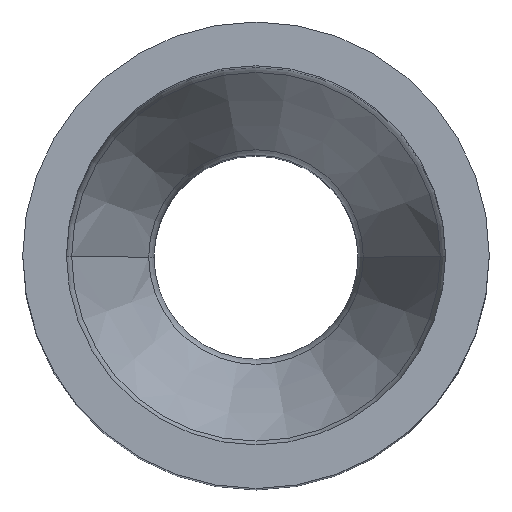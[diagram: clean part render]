
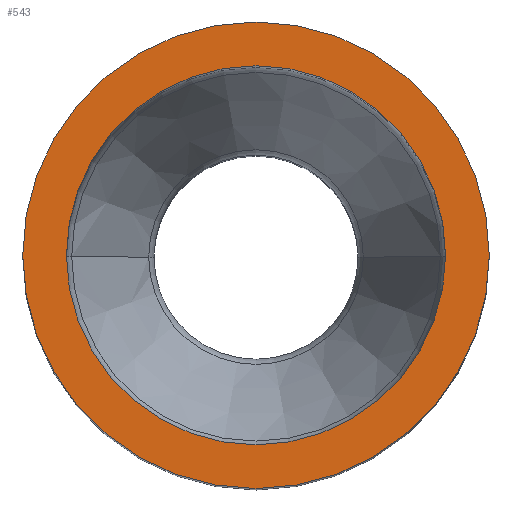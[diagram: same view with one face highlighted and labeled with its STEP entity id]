
A CAD part, top view. The second image highlights one B-rep face of the part: STEP entity #543.
In plain terms, the highlighted planar face has unit normal (0, 0, 1).
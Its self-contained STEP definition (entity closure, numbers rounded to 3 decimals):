
#4 = CIRCLE ( 'NONE', #546, 13. ) ;
#8 = DIRECTION ( 'NONE',  ( 0., 0., -1. ) ) ;
#37 = DIRECTION ( 'NONE',  ( 0., 0., -1. ) ) ;
#46 = AXIS2_PLACEMENT_3D ( 'NONE', #363, #618, #166 ) ;
#48 = ORIENTED_EDGE ( 'NONE', *, *, #329, .F. ) ;
#52 = DIRECTION ( 'NONE',  ( -1., 0., 0. ) ) ;
#134 = VERTEX_POINT ( 'NONE', #639 ) ;
#144 = EDGE_LOOP ( 'NONE', ( #551, #426 ) ) ;
#153 = CARTESIAN_POINT ( 'NONE',  ( 0., 0., 64.5 ) ) ;
#166 = DIRECTION ( 'NONE',  ( 1., 0., 0. ) ) ;
#170 = DIRECTION ( 'NONE',  ( 0., 0., -1. ) ) ;
#217 = FACE_OUTER_BOUND ( 'NONE', #524, .T. ) ;
#221 = VERTEX_POINT ( 'NONE', #590 ) ;
#233 = ORIENTED_EDGE ( 'NONE', *, *, #397, .F. ) ;
#238 = CIRCLE ( 'NONE', #606, 16. ) ;
#256 = FACE_BOUND ( 'NONE', #144, .T. ) ;
#292 = DIRECTION ( 'NONE',  ( 0., 0., -1. ) ) ;
#294 = CARTESIAN_POINT ( 'NONE',  ( -16., 0., 64.5 ) ) ;
#298 = VERTEX_POINT ( 'NONE', #294 ) ;
#326 = DIRECTION ( 'NONE',  ( -1., 0., 0. ) ) ;
#329 = EDGE_CURVE ( 'NONE', #653, #298, #238, .T. ) ;
#363 = CARTESIAN_POINT ( 'NONE',  ( -13., 0., 64.5 ) ) ;
#395 = CARTESIAN_POINT ( 'NONE',  ( 0., 0., 64.5 ) ) ;
#397 = EDGE_CURVE ( 'NONE', #298, #653, #517, .T. ) ;
#400 = CARTESIAN_POINT ( 'NONE',  ( 0., 0., 64.5 ) ) ;
#425 = EDGE_CURVE ( 'NONE', #134, #221, #595, .T. ) ;
#426 = ORIENTED_EDGE ( 'NONE', *, *, #425, .T. ) ;
#448 = DIRECTION ( 'NONE',  ( -1., 0., 0. ) ) ;
#493 = AXIS2_PLACEMENT_3D ( 'NONE', #153, #292, #495 ) ;
#495 = DIRECTION ( 'NONE',  ( -1., 0., 0. ) ) ;
#517 = CIRCLE ( 'NONE', #493, 16. ) ;
#524 = EDGE_LOOP ( 'NONE', ( #233, #48 ) ) ;
#525 = PLANE ( 'NONE',  #46 ) ;
#540 = CARTESIAN_POINT ( 'NONE',  ( 16., 0., 64.5 ) ) ;
#543 = ADVANCED_FACE ( 'NONE', ( #256, #217 ), #525, .T. ) ;
#546 = AXIS2_PLACEMENT_3D ( 'NONE', #578, #170, #326 ) ;
#551 = ORIENTED_EDGE ( 'NONE', *, *, #648, .T. ) ;
#578 = CARTESIAN_POINT ( 'NONE',  ( 0., 0., 64.5 ) ) ;
#590 = CARTESIAN_POINT ( 'NONE',  ( -13., 0., 64.5 ) ) ;
#595 = CIRCLE ( 'NONE', #651, 13. ) ;
#606 = AXIS2_PLACEMENT_3D ( 'NONE', #400, #37, #448 ) ;
#618 = DIRECTION ( 'NONE',  ( 0., 0., 1. ) ) ;
#639 = CARTESIAN_POINT ( 'NONE',  ( 13., 0., 64.5 ) ) ;
#648 = EDGE_CURVE ( 'NONE', #221, #134, #4, .T. ) ;
#651 = AXIS2_PLACEMENT_3D ( 'NONE', #395, #8, #52 ) ;
#653 = VERTEX_POINT ( 'NONE', #540 ) ;
